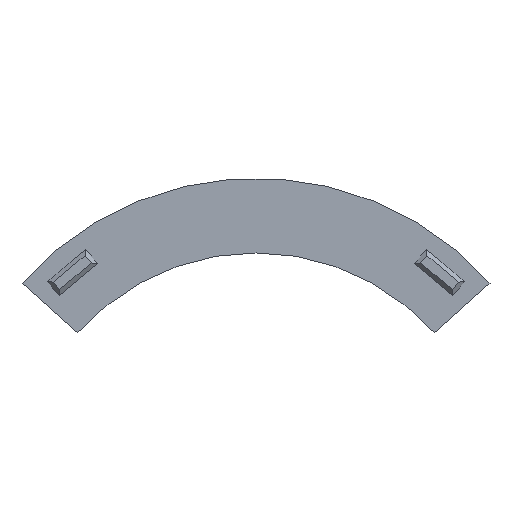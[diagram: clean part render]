
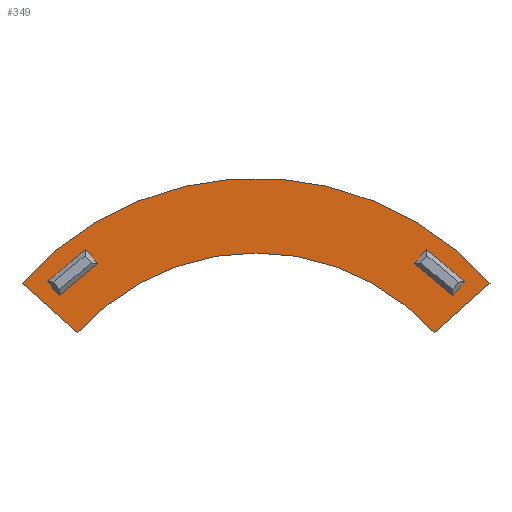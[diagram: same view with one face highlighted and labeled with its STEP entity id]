
A CAD part, front view. The second image highlights one B-rep face of the part: STEP entity #349.
In plain terms, the highlighted planar face has unit normal (0, -1, 0).
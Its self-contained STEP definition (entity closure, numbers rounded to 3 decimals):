
#12 = EDGE_CURVE ( 'NONE', #615, #670, #462, .T. ) ;
#14 = AXIS2_PLACEMENT_3D ( 'NONE', #414, #525, #521 ) ;
#25 = LINE ( 'NONE', #204, #210 ) ;
#27 = DIRECTION ( 'NONE',  ( -0.766, 0., -0.643 ) ) ;
#40 = CARTESIAN_POINT ( 'NONE',  ( -27.867, 0., 40.019 ) ) ;
#45 = VECTOR ( 'NONE', #620, 1000. ) ;
#49 = VERTEX_POINT ( 'NONE', #74 ) ;
#52 = DIRECTION ( 'NONE',  ( 0., 0., 1. ) ) ;
#74 = CARTESIAN_POINT ( 'NONE',  ( -31.29, 0., 27.829 ) ) ;
#85 = EDGE_CURVE ( 'NONE', #638, #615, #267, .T. ) ;
#86 = VECTOR ( 'NONE', #527, 1000. ) ;
#87 = VECTOR ( 'NONE', #27, 1000. ) ;
#99 = ORIENTED_EDGE ( 'NONE', *, *, #578, .F. ) ;
#123 = EDGE_CURVE ( 'NONE', #670, #450, #557, .T. ) ;
#124 = VERTEX_POINT ( 'NONE', #653 ) ;
#128 = ORIENTED_EDGE ( 'NONE', *, *, #190, .F. ) ;
#132 = ORIENTED_EDGE ( 'NONE', *, *, #327, .F. ) ;
#144 = CARTESIAN_POINT ( 'NONE',  ( 27.867, 0., 40.019 ) ) ;
#152 = ORIENTED_EDGE ( 'NONE', *, *, #194, .F. ) ;
#154 = CARTESIAN_POINT ( 'NONE',  ( 41.097, 0., 36.552 ) ) ;
#155 = LINE ( 'NONE', #40, #45 ) ;
#166 = DIRECTION ( 'NONE',  ( -0.747, 0., -0.665 ) ) ;
#173 = LINE ( 'NONE', #476, #227 ) ;
#176 = CARTESIAN_POINT ( 'NONE',  ( 31.29, 0., 27.829 ) ) ;
#180 = DIRECTION ( 'NONE',  ( -0.643, 0., -0.766 ) ) ;
#182 = LINE ( 'NONE', #467, #274 ) ;
#186 = CARTESIAN_POINT ( 'NONE',  ( -34.578, 0., 34.387 ) ) ;
#188 = CARTESIAN_POINT ( 'NONE',  ( -41.097, 0., 36.552 ) ) ;
#190 = EDGE_CURVE ( 'NONE', #584, #49, #254, .T. ) ;
#194 = EDGE_CURVE ( 'NONE', #49, #639, #310, .T. ) ;
#199 = EDGE_CURVE ( 'NONE', #450, #638, #182, .T. ) ;
#204 = CARTESIAN_POINT ( 'NONE',  ( -29.925, 0., 42.47 ) ) ;
#205 = EDGE_CURVE ( 'NONE', #668, #570, #25, .T. ) ;
#209 = DIRECTION ( 'NONE',  ( 0.766, 0., 0.643 ) ) ;
#210 = VECTOR ( 'NONE', #209, 1000. ) ;
#216 = CARTESIAN_POINT ( 'NONE',  ( -36.635, 0., 36.838 ) ) ;
#220 = VECTOR ( 'NONE', #316, 1000. ) ;
#222 = CARTESIAN_POINT ( 'NONE',  ( 34.578, 0., 34.387 ) ) ;
#227 = VECTOR ( 'NONE', #166, 1000. ) ;
#237 = VERTEX_POINT ( 'NONE', #154 ) ;
#240 = EDGE_CURVE ( 'NONE', #570, #558, #155, .T. ) ;
#254 = CIRCLE ( 'NONE', #14, 41.875 ) ;
#255 = VECTOR ( 'NONE', #544, 1000. ) ;
#267 = LINE ( 'NONE', #448, #523 ) ;
#274 = VECTOR ( 'NONE', #518, 1000. ) ;
#276 = ORIENTED_EDGE ( 'NONE', *, *, #583, .T. ) ;
#296 = CARTESIAN_POINT ( 'NONE',  ( -29.925, 0., 42.47 ) ) ;
#305 = EDGE_CURVE ( 'NONE', #124, #668, #612, .T. ) ;
#310 = LINE ( 'NONE', #465, #86 ) ;
#316 = DIRECTION ( 'NONE',  ( -0.766, 0., 0.643 ) ) ;
#327 = EDGE_CURVE ( 'NONE', #237, #584, #173, .T. ) ;
#344 = FACE_BOUND ( 'NONE', #511, .T. ) ;
#349 = ADVANCED_FACE ( 'NONE', ( #344, #445, #621 ), #366, .F. ) ;
#354 = EDGE_LOOP ( 'NONE', ( #478, #491, #413, #431 ) ) ;
#366 = PLANE ( 'NONE',  #428 ) ;
#374 = DIRECTION ( 'NONE',  ( -0.643, 0., 0.766 ) ) ;
#379 = VECTOR ( 'NONE', #374, 1000. ) ;
#400 = CARTESIAN_POINT ( 'NONE',  ( -36.635, 0., 36.838 ) ) ;
#413 = ORIENTED_EDGE ( 'NONE', *, *, #123, .T. ) ;
#414 = CARTESIAN_POINT ( 'NONE',  ( 0., 0., 0. ) ) ;
#428 = AXIS2_PLACEMENT_3D ( 'NONE', #471, #572, #52 ) ;
#431 = ORIENTED_EDGE ( 'NONE', *, *, #199, .T. ) ;
#445 = FACE_OUTER_BOUND ( 'NONE', #532, .T. ) ;
#448 = CARTESIAN_POINT ( 'NONE',  ( 36.635, 0., 36.838 ) ) ;
#450 = VERTEX_POINT ( 'NONE', #537 ) ;
#455 = CIRCLE ( 'NONE', #676, 55. ) ;
#462 = LINE ( 'NONE', #222, #220 ) ;
#465 = CARTESIAN_POINT ( 'NONE',  ( -31.29, 0., 27.829 ) ) ;
#467 = CARTESIAN_POINT ( 'NONE',  ( 29.925, 0., 42.47 ) ) ;
#471 = CARTESIAN_POINT ( 'NONE',  ( 0., 0., 0. ) ) ;
#476 = CARTESIAN_POINT ( 'NONE',  ( 31.29, 0., 27.829 ) ) ;
#478 = ORIENTED_EDGE ( 'NONE', *, *, #85, .T. ) ;
#491 = ORIENTED_EDGE ( 'NONE', *, *, #12, .T. ) ;
#503 = CARTESIAN_POINT ( 'NONE',  ( 34.578, 0., 34.387 ) ) ;
#505 = DIRECTION ( 'NONE',  ( 0., 0., 1. ) ) ;
#511 = EDGE_LOOP ( 'NONE', ( #580, #610, #276, #516 ) ) ;
#516 = ORIENTED_EDGE ( 'NONE', *, *, #305, .T. ) ;
#518 = DIRECTION ( 'NONE',  ( 0.766, 0., -0.643 ) ) ;
#521 = DIRECTION ( 'NONE',  ( 0., 0., 1. ) ) ;
#523 = VECTOR ( 'NONE', #180, 1000. ) ;
#525 = DIRECTION ( 'NONE',  ( 0., -1., 0. ) ) ;
#527 = DIRECTION ( 'NONE',  ( -0.747, 0., 0.665 ) ) ;
#532 = EDGE_LOOP ( 'NONE', ( #128, #132, #99, #152 ) ) ;
#534 = CARTESIAN_POINT ( 'NONE',  ( -27.867, 0., 40.019 ) ) ;
#537 = CARTESIAN_POINT ( 'NONE',  ( 29.925, 0., 42.47 ) ) ;
#543 = DIRECTION ( 'NONE',  ( 0., 1., 0. ) ) ;
#544 = DIRECTION ( 'NONE',  ( 0.643, 0., 0.766 ) ) ;
#545 = CARTESIAN_POINT ( 'NONE',  ( 36.635, 0., 36.838 ) ) ;
#557 = LINE ( 'NONE', #597, #255 ) ;
#558 = VERTEX_POINT ( 'NONE', #534 ) ;
#570 = VERTEX_POINT ( 'NONE', #296 ) ;
#572 = DIRECTION ( 'NONE',  ( 0., 1., 0. ) ) ;
#578 = EDGE_CURVE ( 'NONE', #639, #237, #455, .T. ) ;
#580 = ORIENTED_EDGE ( 'NONE', *, *, #205, .T. ) ;
#583 = EDGE_CURVE ( 'NONE', #558, #124, #682, .T. ) ;
#584 = VERTEX_POINT ( 'NONE', #176 ) ;
#597 = CARTESIAN_POINT ( 'NONE',  ( 27.867, 0., 40.019 ) ) ;
#610 = ORIENTED_EDGE ( 'NONE', *, *, #240, .T. ) ;
#612 = LINE ( 'NONE', #216, #379 ) ;
#615 = VERTEX_POINT ( 'NONE', #503 ) ;
#620 = DIRECTION ( 'NONE',  ( 0.643, 0., -0.766 ) ) ;
#621 = FACE_BOUND ( 'NONE', #354, .T. ) ;
#638 = VERTEX_POINT ( 'NONE', #545 ) ;
#639 = VERTEX_POINT ( 'NONE', #188 ) ;
#653 = CARTESIAN_POINT ( 'NONE',  ( -34.578, 0., 34.387 ) ) ;
#662 = CARTESIAN_POINT ( 'NONE',  ( 0., 0., 0. ) ) ;
#668 = VERTEX_POINT ( 'NONE', #400 ) ;
#670 = VERTEX_POINT ( 'NONE', #144 ) ;
#676 = AXIS2_PLACEMENT_3D ( 'NONE', #662, #543, #505 ) ;
#682 = LINE ( 'NONE', #186, #87 ) ;
